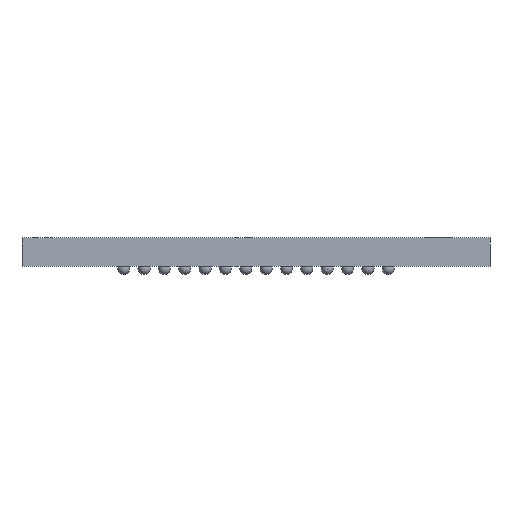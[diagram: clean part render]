
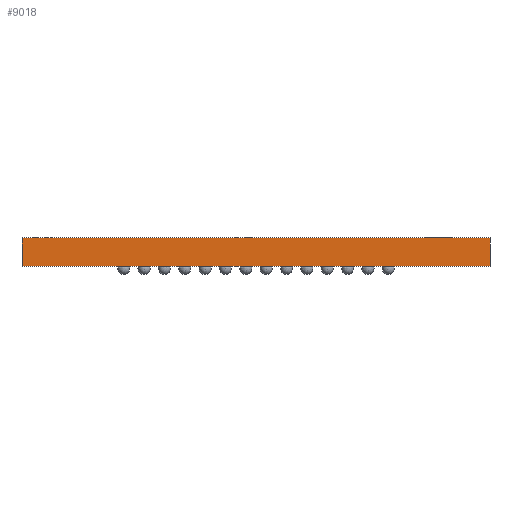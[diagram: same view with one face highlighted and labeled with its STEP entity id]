
A CAD part, front view. The second image highlights one B-rep face of the part: STEP entity #9018.
In plain terms, the highlighted planar face has unit normal (0, -1, 0).
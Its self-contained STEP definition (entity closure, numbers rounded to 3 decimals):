
#354=LINE('',#13760,#914);
#449=LINE('',#14251,#1009);
#484=LINE('',#14516,#1044);
#485=LINE('',#14517,#1045);
#914=VECTOR('',#11591,1.);
#1009=VECTOR('',#11752,1.);
#1044=VECTOR('',#11789,1.);
#1045=VECTOR('',#11790,1.);
#1783=PLANE('',#10123);
#2448=FACE_OUTER_BOUND('',#3217,.T.);
#3217=EDGE_LOOP('',(#6731,#6732,#6733,#6734));
#4282=VERTEX_POINT('',#13758);
#4283=VERTEX_POINT('',#13759);
#4455=VERTEX_POINT('',#14249);
#4456=VERTEX_POINT('',#14250);
#5113=EDGE_CURVE('',#4282,#4283,#354,.T.);
#5286=EDGE_CURVE('',#4455,#4456,#449,.T.);
#5331=EDGE_CURVE('',#4283,#4456,#484,.T.);
#5332=EDGE_CURVE('',#4282,#4455,#485,.T.);
#6731=ORIENTED_EDGE('',*,*,#5286,.T.);
#6732=ORIENTED_EDGE('',*,*,#5331,.F.);
#6733=ORIENTED_EDGE('',*,*,#5113,.F.);
#6734=ORIENTED_EDGE('',*,*,#5332,.T.);
#9018=ADVANCED_FACE('',(#2448),#1783,.F.);
#10123=AXIS2_PLACEMENT_3D('',#14515,#11787,#11788);
#11591=DIRECTION('',(1.,0.,0.));
#11752=DIRECTION('',(1.,0.,0.));
#11787=DIRECTION('center_axis',(0.,1.,0.));
#11788=DIRECTION('ref_axis',(0.,0.,1.));
#11789=DIRECTION('',(0.,0.,-1.));
#11790=DIRECTION('',(0.,0.,-1.));
#13758=CARTESIAN_POINT('',(-5.785,-6.54,0.906));
#13759=CARTESIAN_POINT('',(5.785,-6.54,0.906));
#13760=CARTESIAN_POINT('',(-5.785,-6.54,0.906));
#14249=CARTESIAN_POINT('',(-5.785,-6.54,0.201));
#14250=CARTESIAN_POINT('',(5.785,-6.54,0.201));
#14251=CARTESIAN_POINT('',(-5.785,-6.54,0.201));
#14515=CARTESIAN_POINT('Origin',(-5.785,-6.54,0.906));
#14516=CARTESIAN_POINT('',(5.785,-6.54,0.906));
#14517=CARTESIAN_POINT('',(-5.785,-6.54,0.906));
